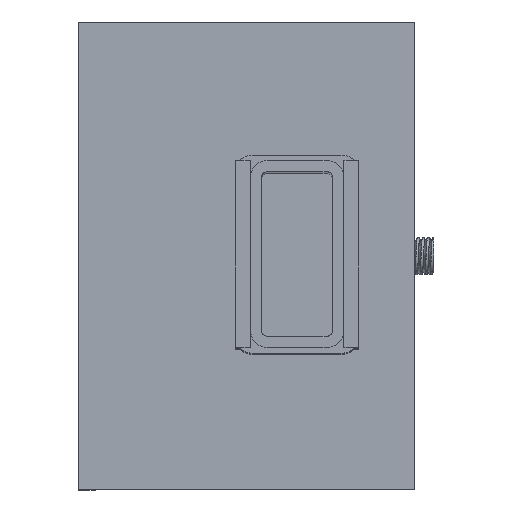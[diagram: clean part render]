
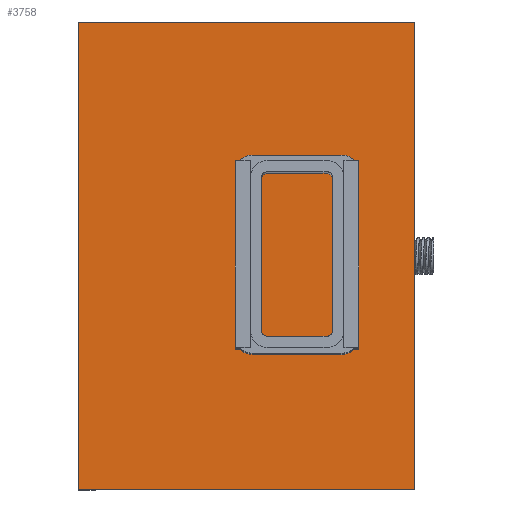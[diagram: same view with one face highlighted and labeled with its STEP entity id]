
A CAD part, top view. The second image highlights one B-rep face of the part: STEP entity #3758.
In plain terms, the highlighted face is planar.
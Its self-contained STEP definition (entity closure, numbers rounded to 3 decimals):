
#308=PLANE('',#4145);
#406=FACE_OUTER_BOUND('',#618,.T.);
#618=EDGE_LOOP('',(#2525,#2526,#2527,#2528));
#846=LINE('',#5400,#1173);
#849=LINE('',#5406,#1176);
#850=LINE('',#5408,#1177);
#851=LINE('',#5409,#1178);
#1173=VECTOR('',#4463,10.);
#1176=VECTOR('',#4468,10.);
#1177=VECTOR('',#4469,10.);
#1178=VECTOR('',#4470,10.);
#1574=VERTEX_POINT('',#5397);
#1575=VERTEX_POINT('',#5399);
#1577=VERTEX_POINT('',#5405);
#1578=VERTEX_POINT('',#5407);
#1949=EDGE_CURVE('',#1575,#1574,#846,.T.);
#1952=EDGE_CURVE('',#1574,#1577,#849,.T.);
#1953=EDGE_CURVE('',#1578,#1577,#850,.T.);
#1954=EDGE_CURVE('',#1575,#1578,#851,.T.);
#2525=ORIENTED_EDGE('',*,*,#1952,.T.);
#2526=ORIENTED_EDGE('',*,*,#1953,.F.);
#2527=ORIENTED_EDGE('',*,*,#1954,.F.);
#2528=ORIENTED_EDGE('',*,*,#1949,.T.);
#3758=ADVANCED_FACE('',(#406),#308,.T.);
#4145=AXIS2_PLACEMENT_3D('',#5404,#4466,#4467);
#4463=DIRECTION('',(0.,0.,1.));
#4466=DIRECTION('center_axis',(0.,-1.,0.));
#4467=DIRECTION('ref_axis',(0.,0.,-1.));
#4468=DIRECTION('',(-1.,0.,0.));
#4469=DIRECTION('',(0.,0.,1.));
#4470=DIRECTION('',(-1.,0.,0.));
#5397=CARTESIAN_POINT('',(129.381,-50.619,250.));
#5399=CARTESIAN_POINT('',(129.381,-50.619,0.));
#5400=CARTESIAN_POINT('',(129.381,-50.619,0.));
#5404=CARTESIAN_POINT('Origin',(129.381,-50.619,0.));
#5405=CARTESIAN_POINT('',(-50.619,-50.619,250.));
#5406=CARTESIAN_POINT('',(84.381,-50.619,250.));
#5407=CARTESIAN_POINT('',(-50.619,-50.619,0.));
#5408=CARTESIAN_POINT('',(-50.619,-50.619,0.));
#5409=CARTESIAN_POINT('',(84.381,-50.619,0.));
